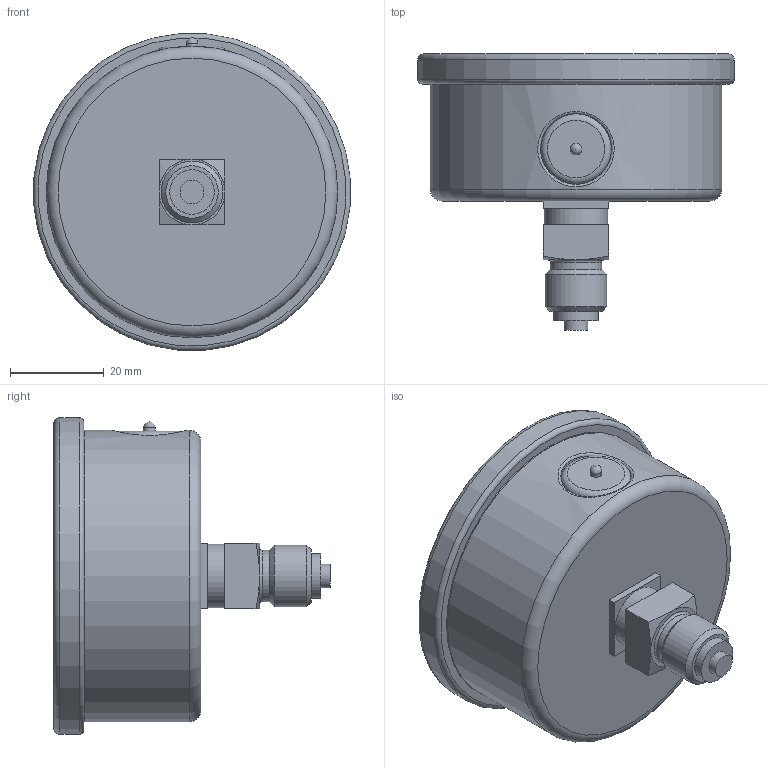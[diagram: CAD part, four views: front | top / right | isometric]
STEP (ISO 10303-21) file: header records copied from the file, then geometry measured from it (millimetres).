
FILE_DESCRIPTION(/* description */ (''),/* implementation_level */ '2;1');
FILE_NAME(/* name */ 'RF63Ch_D912_851XX912.stp',/* time_stamp */ '2018-01-29T11:51:14+01:00',/* author */ ('acgl'),/* organization */ (''),/* preprocessor_version */ 'ST-DEVELOPER v15.6',/* originating_system */ 'Autodesk Inventor 2015',/* authorisation */ '');
FILE_SCHEMA (('AUTOMOTIVE_DESIGN { 1 0 10303 214 3 1 1 }'));
Length unit declared in the file: centimetre
Products named in the file (1): RF63Ch_D912_851XX912
Bounding box: 67.37 x 58.8 x 67.37 mm (x, y, z)
Volume: 101567.5 mm3; surface area: 14320.7 mm2
Topology: 1 solids, 1 shells, 46 faces, 93 edges, 57 vertices
Faces by surface type: plane 18, cylinder 10, torus 8, cone 6, bspline 3, sphere 1
Full cylindrical faces by diameter (mm): 2.5 x1, 5 x1, 9.5 x1, 11 x1, 13.16 x1, 13.5 x1, 62 x1, 67.6 x1
Entity records: 1354 total; most frequent: CARTESIAN_POINT 405, DIRECTION 180, ORIENTED_EDGE 144, AXIS2_PLACEMENT_3D 80, EDGE_CURVE 72, EDGE_LOOP 71, VERTEX_POINT 53, STYLED_ITEM 47
